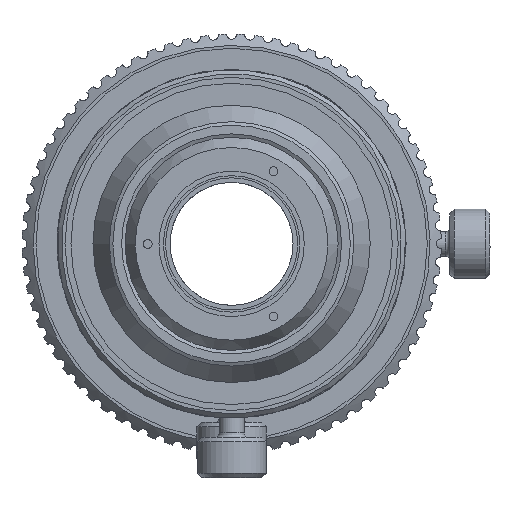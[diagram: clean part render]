
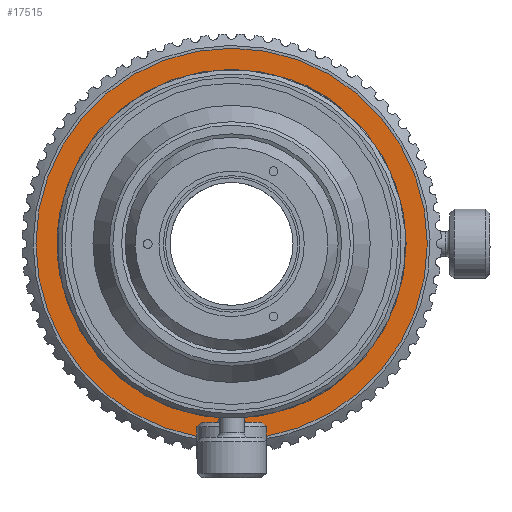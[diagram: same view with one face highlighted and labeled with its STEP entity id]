
A CAD part, left-side view. The second image highlights one B-rep face of the part: STEP entity #17515.
In plain terms, the highlighted face is planar.
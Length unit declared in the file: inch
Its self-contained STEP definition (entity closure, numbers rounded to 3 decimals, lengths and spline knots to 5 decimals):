
#17481=CARTESIAN_POINT('',(1.322,0.875,0.0));
#17482=VERTEX_POINT('',#17481);
#17483=CARTESIAN_POINT('',(1.322,0.0,0.0));
#17484=DIRECTION('',(1.0,0.0,0.0));
#17485=DIRECTION('',(0.0,1.0,0.0));
#17486=AXIS2_PLACEMENT_3D('',#17483,#17484,#17485);
#17487=CIRCLE('',#17486,0.875);
#17488=EDGE_CURVE('',#17482,#17482,#17487,.T.);
#17496=CARTESIAN_POINT('',(1.322,0.75,0.0));
#17497=DIRECTION('',(1.0,0.0,0.0));
#17498=DIRECTION('',(0.0,0.0,-1.0));
#17499=AXIS2_PLACEMENT_3D('',#17496,#17497,#17498);
#17500=PLANE('',#17499);
#17501=ORIENTED_EDGE('',*,*,#17488,.T.);
#17502=EDGE_LOOP('',(#17501));
#17503=FACE_OUTER_BOUND('',#17502,.T.);
#17504=CARTESIAN_POINT('',(1.322,0.625,0.0));
#17505=VERTEX_POINT('',#17504);
#17506=CARTESIAN_POINT('',(1.322,0.0,0.0));
#17507=DIRECTION('',(1.0,0.0,0.0));
#17508=DIRECTION('',(0.0,1.0,0.0));
#17509=AXIS2_PLACEMENT_3D('',#17506,#17507,#17508);
#17510=CIRCLE('',#17509,0.625);
#17511=EDGE_CURVE('',#17505,#17505,#17510,.T.);
#17512=ORIENTED_EDGE('',*,*,#17511,.F.);
#17513=EDGE_LOOP('',(#17512));
#17514=FACE_BOUND('',#17513,.T.);
#17515=ADVANCED_FACE('',(#17503,#17514),#17500,.T.);
